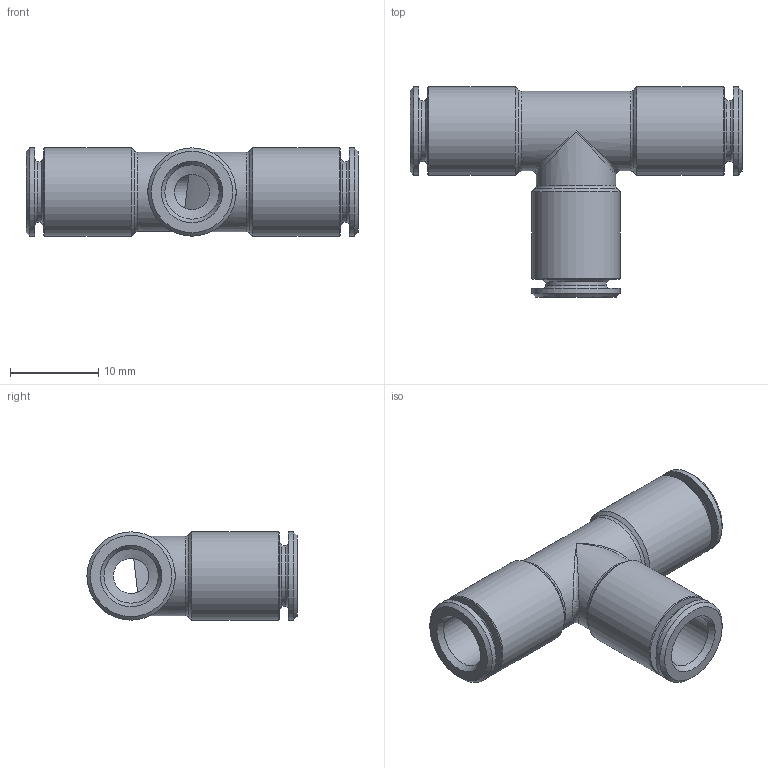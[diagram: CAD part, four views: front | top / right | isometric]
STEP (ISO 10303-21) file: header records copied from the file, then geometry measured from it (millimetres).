
FILE_DESCRIPTION(( 'MAL.29.06.06.stp' ), '1');
FILE_NAME( 'MAL.29.06.06.stp', '2021-02-19T16:28:35',( 'Sopra'),('sopra-pneumatic.com'), 'SwSTEP 2.0','SolidWorks 2009','' );
FILE_SCHEMA( ( 'AUTOMOTIVE_DESIGN { 1 0 10303 214 1 1 1 1 }' ) );
Length unit declared in the file: metre
Products named in the file (1): Taglia-Rivoluzione2
Bounding box: 37.6 x 23.8 x 10 mm (x, y, z)
Volume: 2324.3 mm3; surface area: 2867.6 mm2
Topology: 1 solids, 1 shells, 51 faces, 110 edges, 62 vertices
Faces by surface type: cone 18, cylinder 16, plane 9, torus 6, bspline 2
Full cylindrical faces by diameter (mm): 4 x2, 6.15 x3, 6.9 x3, 9 x2, 10 x6
Entity records: 1750 total; most frequent: CARTESIAN_POINT 448, DIRECTION 196, ORIENTED_EDGE 112, EDGE_LOOP 102, AXIS2_PLACEMENT_3D 98, FACE_OUTER_BOUND 73, EDGE_CURVE 56, VERTEX_POINT 54
